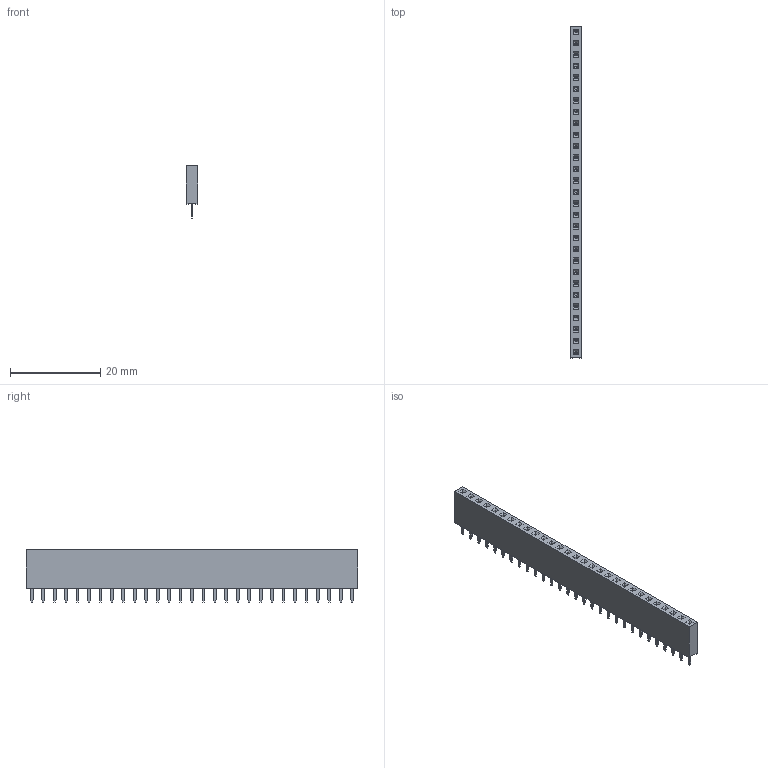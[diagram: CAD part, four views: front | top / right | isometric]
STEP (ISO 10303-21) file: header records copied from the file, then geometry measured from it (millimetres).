
FILE_DESCRIPTION(/* description */ ('model of PinSocket_1x29_P2.54mm_Vertical'),/* implementation_level */ '2;1');
FILE_NAME(/* name */ 'PinSocket_1x29_P2.54mm_Vertical.step',/* author */ ('KiCAD','kicad'),/* organization */ ('OCCT'),/* preprocessor_version */ '',/* originating_system */ 'KiCAD',/* authorisation */ '');
FILE_SCHEMA(('AUTOMOTIVE_DESIGN { 1 0 10303 214 1 1 1 1 }'));
Length unit declared in the file: millimetre
Products named in the file (1): PinSocket_1x29_P2.54mm_Vertical
Bounding box: 2.54 x 73.66 x 11.6 mm (x, y, z)
Volume: 1497.6 mm3; surface area: 2409.2 mm2
Topology: 1 solids, 1 shells, 909 faces, 2344 edges, 1524 vertices
Faces by surface type: plane 909
Entity records: 36148 total; most frequent: CARTESIAN_POINT 4778, ORIENTED_EDGE 4688, DIRECTION 4164, EDGE_CURVE 2344, LINE 2344, VECTOR 2344, VERTEX_POINT 1524, PRESENTATION_STYLE_ASSIGNMENT 1025
